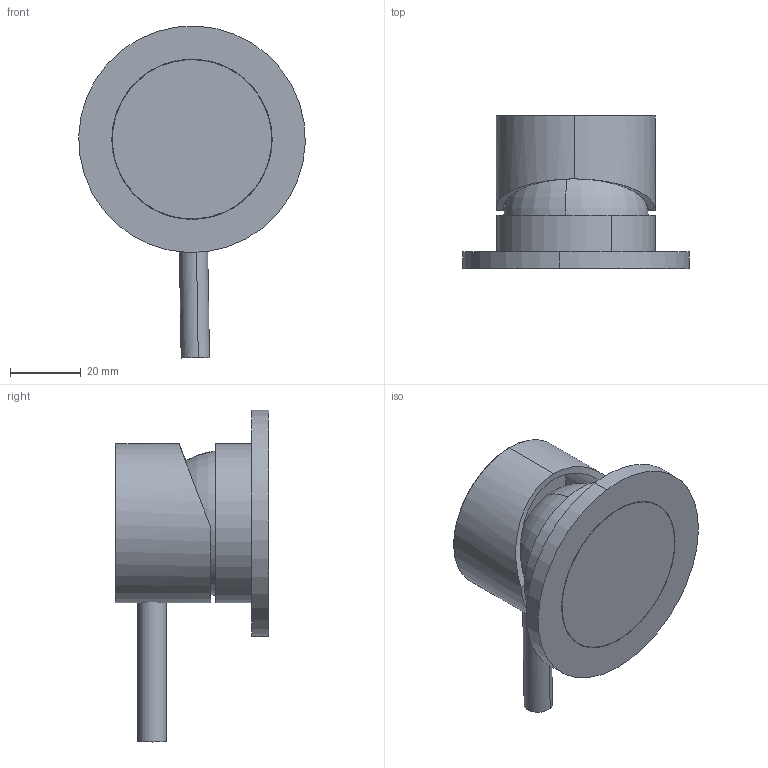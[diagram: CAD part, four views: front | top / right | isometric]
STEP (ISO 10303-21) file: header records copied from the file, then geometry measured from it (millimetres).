
FILE_DESCRIPTION (( 'STEP AP214' ), '1' );
FILE_NAME ('SUSSEX_SCALA_SESHM_extended_hob_bath_mixer_shell.STEP', '2021-07-28T23:43:27', ( '' ), ( '' ), 'SwSTEP 2.0', 'SolidWorks 2020', '' );
FILE_SCHEMA (( 'AUTOMOTIVE_DESIGN' ));
Length unit declared in the file: millimetre
Products named in the file (1): SUSSEX_SCALA_SESHM_extended_hob_bath_mixer_shell
Bounding box: 63.97 x 43.32 x 93.75 mm (x, y, z)
Volume: 42994 mm3; surface area: 26825.9 mm2
Topology: 5 solids, 5 shells, 152 faces, 390 edges, 258 vertices
Faces by surface type: plane 62, bspline 60, cylinder 14, cone 10, torus 6
Entity records: 5451 total; most frequent: CARTESIAN_POINT 2049, ORIENTED_EDGE 780, DIRECTION 508, EDGE_CURVE 390, VERTEX_POINT 258, LINE 202, VECTOR 202, EDGE_LOOP 166
